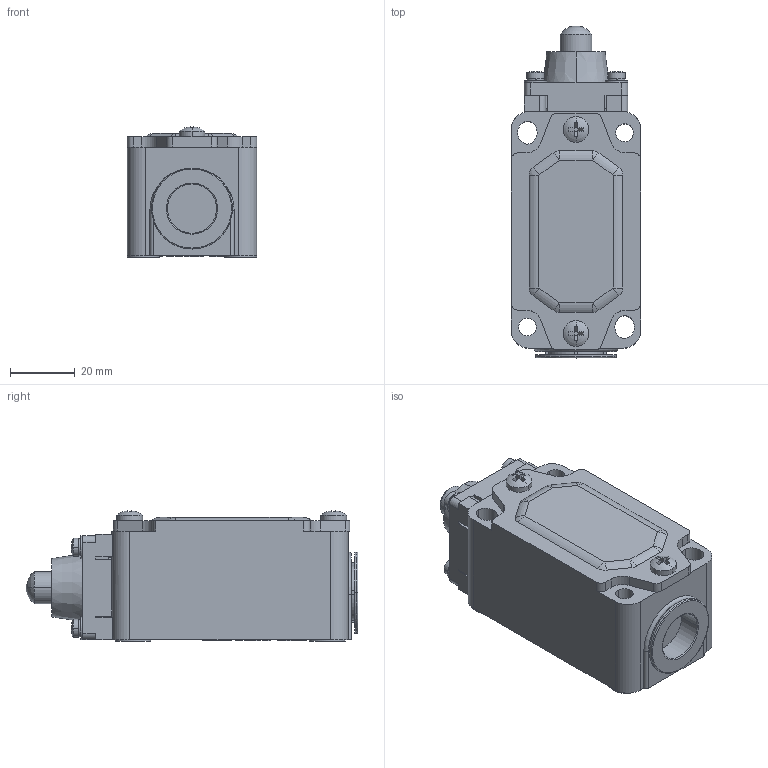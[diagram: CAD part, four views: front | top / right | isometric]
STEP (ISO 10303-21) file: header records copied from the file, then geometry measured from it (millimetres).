
FILE_DESCRIPTION((''),'2;1');
FILE_NAME('LXK3-20SZ_SW0001','2024-04-25T',('qinxiong.ji'),(''),'PRO/ENGINEER BY PARAMETRIC TECHNOLOGY CORPORATION, 2015440','PRO/ENGINEER BY PARAMETRIC TECHNOLOGY CORPORATION, 2015440','');
FILE_SCHEMA(('CONFIG_CONTROL_DESIGN'));
Length unit declared in the file: millimetre
Products named in the file (1): LXK3-20SZ_SW0001
Bounding box: 40 x 102.5 x 40.24 mm (x, y, z)
Volume: 108391.6 mm3; surface area: 26816.4 mm2
Topology: 1 solids, 3 shells, 784 faces, 2149 edges, 1394 vertices
Faces by surface type: plane 601, cylinder 121, sphere 26, extrusion 13, torus 9, cone 8, bspline 6
Entity records: 26057 total; most frequent: CARTESIAN_POINT 5887, ORIENTED_EDGE 4294, DIRECTION 4030, EDGE_CURVE 2147, VECTOR 1688, LINE 1675, VERTEX_POINT 1394, AXIS2_PLACEMENT_3D 1171
